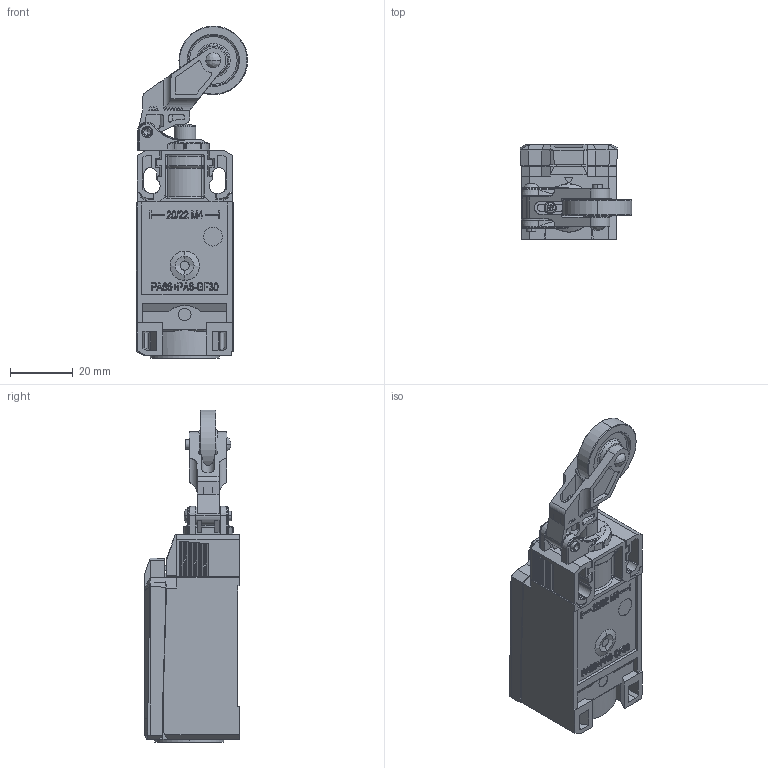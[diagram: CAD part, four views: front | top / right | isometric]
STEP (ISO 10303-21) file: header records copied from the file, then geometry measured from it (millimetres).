
FILE_DESCRIPTION((''),'2;1');
FILE_NAME('IN65-DGHK','2017-02-07T',('Yvonne.Storm'),(''),'PRO/ENGINEER BY PARAMETRIC TECHNOLOGY CORPORATION, 2012360','PRO/ENGINEER BY PARAMETRIC TECHNOLOGY CORPORATION, 2012360','');
FILE_SCHEMA(('AUTOMOTIVE_DESIGN { 1 0 10303 214 1 1 1 1 }'));
Products named in the file (1): IN65-DGHK
Bounding box: 35.63 x 30.3 x 106.18 mm (x, y, z)
Volume: 26772.4 mm3; surface area: 28007.5 mm2
Topology: 3 solids, 3 shells, 2080 faces, 5695 edges, 3634 vertices
Faces by surface type: plane 1135, cylinder 436, extrusion 253, cone 90, torus 58, sphere 56, bspline 52
Entity records: 112232 total; most frequent: CARTESIAN_POINT 19443, ORIENTED_EDGE 11354, DIRECTION 9536, PRESENTATION_STYLE_ASSIGNMENT 8012, STYLED_ITEM 5935, CURVE_STYLE 5930, EDGE_CURVE 5677, VECTOR 3900
